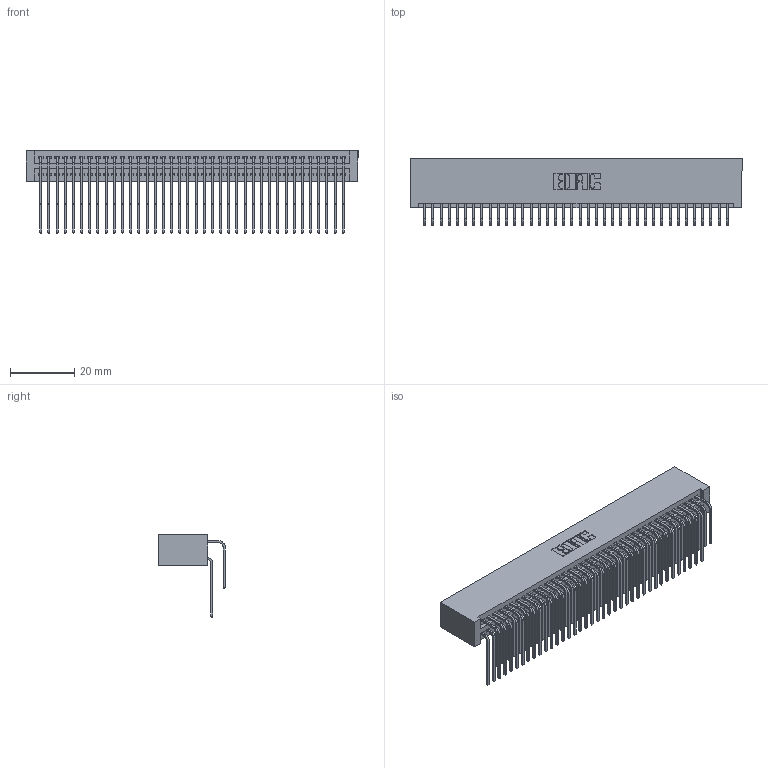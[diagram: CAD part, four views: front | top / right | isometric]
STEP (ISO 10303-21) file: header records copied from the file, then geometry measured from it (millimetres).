
FILE_DESCRIPTION (( 'STEP AP203' ), '1' );
FILE_NAME ('395-076-559-201.STEP', '2019-10-24T17:44:07', ( '' ), ( '' ), 'SwSTEP 2.0', 'SolidWorks 2016', '' );
FILE_SCHEMA (( 'CONFIG_CONTROL_DESIGN' ));
Length unit declared in the file: inch
Products named in the file (4): 345 Part_No Mounting Lugs; 345-292-001_558 559 Tail - 1; 345-292-001_559 Tail - 2; 395-076-559-201
Assembly tree (77 placements, depth 2):
  395-076-559-201
    345 Part_No Mounting Lugs
    345-292-001_558 559 Tail - 1  x38
    345-292-001_559 Tail - 2  x38
Bounding box: 103.12 x 20.56 x 25.53 mm (x, y, z)
Volume: 11034.8 mm3; surface area: 18598.7 mm2
Topology: 77 solids, 77 shells, 4070 faces, 12097 edges, 7962 vertices
Faces by surface type: plane 2736, cylinder 1334
Entity records: 31729 total; most frequent: CARTESIAN_POINT 5367, ORIENTED_EDGE 5250, DIRECTION 4705, EDGE_CURVE 2625, LINE 2309, VECTOR 2309, VERTEX_POINT 1746, AXIS2_PLACEMENT_3D 1198
